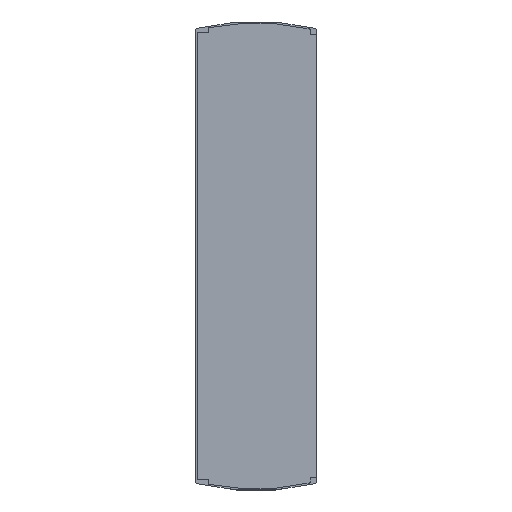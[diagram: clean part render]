
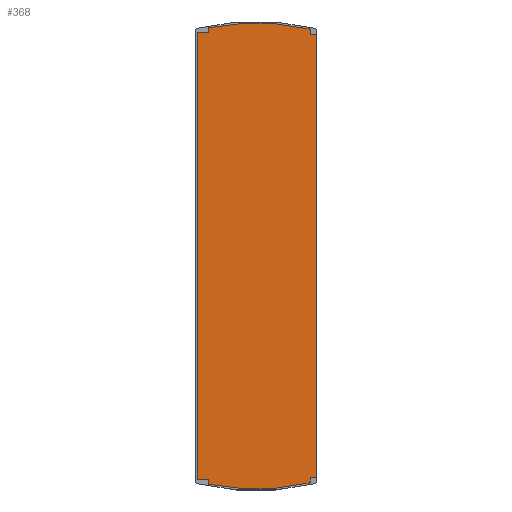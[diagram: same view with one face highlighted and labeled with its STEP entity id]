
A CAD part, top view. The second image highlights one B-rep face of the part: STEP entity #368.
In plain terms, the highlighted planar face has unit normal (0, 0, 1).
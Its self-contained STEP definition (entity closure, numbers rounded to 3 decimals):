
#12 = DIRECTION ( 'NONE',  ( 1., 0., 0. ) ) ;
#15 = CARTESIAN_POINT ( 'NONE',  ( -33.5, -102.5, 0. ) ) ;
#19 = CARTESIAN_POINT ( 'NONE',  ( 0., -103., 0. ) ) ;
#32 = DIRECTION ( 'NONE',  ( 0., 0., 1. ) ) ;
#56 = ORIENTED_EDGE ( 'NONE', *, *, #113, .F. ) ;
#67 = EDGE_CURVE ( 'NONE', #944, #555, #588, .T. ) ;
#70 = DIRECTION ( 'NONE',  ( 1., 0., 0. ) ) ;
#77 = DIRECTION ( 'NONE',  ( 0., 0., 1. ) ) ;
#80 = VECTOR ( 'NONE', #902, 1000. ) ;
#84 = LINE ( 'NONE', #237, #80 ) ;
#93 = ORIENTED_EDGE ( 'NONE', *, *, #110, .F. ) ;
#99 = CARTESIAN_POINT ( 'NONE',  ( 26.3, 133.946, 0. ) ) ;
#104 = DIRECTION ( 'NONE',  ( 0., 1., 0. ) ) ;
#105 = VERTEX_POINT ( 'NONE', #15 ) ;
#110 = EDGE_CURVE ( 'NONE', #115, #735, #904, .T. ) ;
#113 = EDGE_CURVE ( 'NONE', #680, #170, #674, .T. ) ;
#115 = VERTEX_POINT ( 'NONE', #162 ) ;
#116 = CARTESIAN_POINT ( 'NONE',  ( 29.504, 132.001, 0. ) ) ;
#121 = EDGE_CURVE ( 'NONE', #555, #105, #323, .T. ) ;
#123 = VERTEX_POINT ( 'NONE', #908 ) ;
#126 = DIRECTION ( 'NONE',  ( -1., 0., 0. ) ) ;
#133 = VERTEX_POINT ( 'NONE', #226 ) ;
#134 = EDGE_LOOP ( 'NONE', ( #238, #917, #327, #429, #640, #356, #360, #417, #789, #571, #93, #150, #794, #505, #719, #866, #277, #56 ) ) ;
#147 = CARTESIAN_POINT ( 'NONE',  ( 0., 132.001, 0. ) ) ;
#150 = ORIENTED_EDGE ( 'NONE', *, *, #711, .T. ) ;
#151 = CARTESIAN_POINT ( 'NONE',  ( -33., 132.501, 0. ) ) ;
#155 = DIRECTION ( 'NONE',  ( -1., 0., 0. ) ) ;
#162 = CARTESIAN_POINT ( 'NONE',  ( 29.504, -102., 0. ) ) ;
#165 = CARTESIAN_POINT ( 'NONE',  ( -33., 133.001, 0. ) ) ;
#170 = VERTEX_POINT ( 'NONE', #312 ) ;
#172 = VECTOR ( 'NONE', #301, 1000. ) ;
#180 = EDGE_CURVE ( 'NONE', #355, #622, #747, .T. ) ;
#182 = FACE_OUTER_BOUND ( 'NONE', #134, .T. ) ;
#192 = CARTESIAN_POINT ( 'NONE',  ( 26.3, 132.001, 0. ) ) ;
#194 = VECTOR ( 'NONE', #104, 1000. ) ;
#201 = EDGE_CURVE ( 'NONE', #843, #170, #289, .T. ) ;
#214 = CIRCLE ( 'NONE', #441, 129. ) ;
#215 = EDGE_CURVE ( 'NONE', #601, #622, #214, .T. ) ;
#221 = EDGE_CURVE ( 'NONE', #501, #500, #872, .T. ) ;
#226 = CARTESIAN_POINT ( 'NONE',  ( -33., -103., 0. ) ) ;
#234 = DIRECTION ( 'NONE',  ( 1., 0., 0. ) ) ;
#237 = CARTESIAN_POINT ( 'NONE',  ( 29.504, 135., 0. ) ) ;
#238 = ORIENTED_EDGE ( 'NONE', *, *, #523, .F. ) ;
#240 = CARTESIAN_POINT ( 'NONE',  ( -33.5, 0., 0. ) ) ;
#266 = DIRECTION ( 'NONE',  ( 0., 0., 1. ) ) ;
#277 = ORIENTED_EDGE ( 'NONE', *, *, #201, .T. ) ;
#279 = DIRECTION ( 'NONE',  ( 1., 0., 0. ) ) ;
#283 = CARTESIAN_POINT ( 'NONE',  ( -2.498, 21., 0. ) ) ;
#289 = CIRCLE ( 'NONE', #626, 1. ) ;
#301 = DIRECTION ( 'NONE',  ( 0., -1., 0. ) ) ;
#312 = CARTESIAN_POINT ( 'NONE',  ( -27.7, 134.692, 0. ) ) ;
#322 = VECTOR ( 'NONE', #759, 1000. ) ;
#323 = LINE ( 'NONE', #240, #172 ) ;
#327 = ORIENTED_EDGE ( 'NONE', *, *, #121, .T. ) ;
#339 = CARTESIAN_POINT ( 'NONE',  ( -27.7, 0., 0. ) ) ;
#348 = LINE ( 'NONE', #19, #883 ) ;
#355 = VERTEX_POINT ( 'NONE', #758 ) ;
#356 = ORIENTED_EDGE ( 'NONE', *, *, #663, .T. ) ;
#360 = ORIENTED_EDGE ( 'NONE', *, *, #180, .T. ) ;
#368 = ADVANCED_FACE ( 'NONE', ( #182 ), #390, .T. ) ;
#369 = AXIS2_PLACEMENT_3D ( 'NONE', #151, #745, #70 ) ;
#381 = EDGE_CURVE ( 'NONE', #903, #123, #797, .T. ) ;
#386 = DIRECTION ( 'NONE',  ( 1., 0., 0. ) ) ;
#389 = DIRECTION ( 'NONE',  ( 0., 1., 0. ) ) ;
#390 = PLANE ( 'NONE',  #605 ) ;
#391 = LINE ( 'NONE', #469, #322 ) ;
#405 = CARTESIAN_POINT ( 'NONE',  ( -33., -102.5, 0. ) ) ;
#407 = LINE ( 'NONE', #479, #194 ) ;
#414 = VECTOR ( 'NONE', #126, 1000. ) ;
#417 = ORIENTED_EDGE ( 'NONE', *, *, #215, .F. ) ;
#422 = LINE ( 'NONE', #925, #435 ) ;
#424 = AXIS2_PLACEMENT_3D ( 'NONE', #764, #266, #279 ) ;
#429 = ORIENTED_EDGE ( 'NONE', *, *, #443, .T. ) ;
#435 = VECTOR ( 'NONE', #710, 1000. ) ;
#441 = AXIS2_PLACEMENT_3D ( 'NONE', #283, #949, #386 ) ;
#443 = EDGE_CURVE ( 'NONE', #105, #133, #798, .T. ) ;
#456 = CARTESIAN_POINT ( 'NONE',  ( -26.7, 134.692, 0. ) ) ;
#469 = CARTESIAN_POINT ( 'NONE',  ( 26.3, 0., 0. ) ) ;
#478 = CARTESIAN_POINT ( 'NONE',  ( -26.889, -105.673, 0. ) ) ;
#479 = CARTESIAN_POINT ( 'NONE',  ( 26.3, 0., 0. ) ) ;
#499 = DIRECTION ( 'NONE',  ( 1., 0., 0. ) ) ;
#500 = VERTEX_POINT ( 'NONE', #192 ) ;
#501 = VERTEX_POINT ( 'NONE', #116 ) ;
#505 = ORIENTED_EDGE ( 'NONE', *, *, #851, .T. ) ;
#509 = AXIS2_PLACEMENT_3D ( 'NONE', #534, #602, #761 ) ;
#523 = EDGE_CURVE ( 'NONE', #944, #680, #422, .T. ) ;
#525 = EDGE_CURVE ( 'NONE', #123, #843, #660, .T. ) ;
#534 = CARTESIAN_POINT ( 'NONE',  ( -26.7, -104.691, 0. ) ) ;
#537 = AXIS2_PLACEMENT_3D ( 'NONE', #405, #901, #234 ) ;
#541 = CARTESIAN_POINT ( 'NONE',  ( 26.3, -103.945, 0. ) ) ;
#542 = CIRCLE ( 'NONE', #424, 1. ) ;
#555 = VERTEX_POINT ( 'NONE', #930 ) ;
#556 = DIRECTION ( 'NONE',  ( 0., 0., 1. ) ) ;
#561 = DIRECTION ( 'NONE',  ( 1., 0., 0. ) ) ;
#571 = ORIENTED_EDGE ( 'NONE', *, *, #734, .F. ) ;
#588 = CIRCLE ( 'NONE', #369, 0.5 ) ;
#601 = VERTEX_POINT ( 'NONE', #841 ) ;
#602 = DIRECTION ( 'NONE',  ( 0., 0., 1. ) ) ;
#603 = DIRECTION ( 'NONE',  ( 0., 0., 1. ) ) ;
#605 = AXIS2_PLACEMENT_3D ( 'NONE', #699, #556, #12 ) ;
#622 = VERTEX_POINT ( 'NONE', #478 ) ;
#626 = AXIS2_PLACEMENT_3D ( 'NONE', #456, #77, #757 ) ;
#640 = ORIENTED_EDGE ( 'NONE', *, *, #869, .T. ) ;
#641 = LINE ( 'NONE', #339, #801 ) ;
#660 = CIRCLE ( 'NONE', #750, 129. ) ;
#663 = EDGE_CURVE ( 'NONE', #766, #355, #641, .T. ) ;
#671 = VECTOR ( 'NONE', #389, 1000. ) ;
#674 = LINE ( 'NONE', #748, #671 ) ;
#680 = VERTEX_POINT ( 'NONE', #907 ) ;
#682 = CARTESIAN_POINT ( 'NONE',  ( 26.3, -102., 0. ) ) ;
#699 = CARTESIAN_POINT ( 'NONE',  ( -2.498, 9.001, 0. ) ) ;
#710 = DIRECTION ( 'NONE',  ( 1., 0., 0. ) ) ;
#711 = EDGE_CURVE ( 'NONE', #115, #501, #84, .T. ) ;
#719 = ORIENTED_EDGE ( 'NONE', *, *, #381, .T. ) ;
#730 = VERTEX_POINT ( 'NONE', #541 ) ;
#734 = EDGE_CURVE ( 'NONE', #735, #730, #391, .T. ) ;
#735 = VERTEX_POINT ( 'NONE', #682 ) ;
#736 = AXIS2_PLACEMENT_3D ( 'NONE', #831, #603, #754 ) ;
#745 = DIRECTION ( 'NONE',  ( 0., 0., 1. ) ) ;
#747 = CIRCLE ( 'NONE', #509, 1. ) ;
#748 = CARTESIAN_POINT ( 'NONE',  ( -27.7, 0., 0. ) ) ;
#750 = AXIS2_PLACEMENT_3D ( 'NONE', #867, #32, #561 ) ;
#754 = DIRECTION ( 'NONE',  ( 1., 0., 0. ) ) ;
#757 = DIRECTION ( 'NONE',  ( 1., 0., 0. ) ) ;
#758 = CARTESIAN_POINT ( 'NONE',  ( -27.7, -104.691, 0. ) ) ;
#759 = DIRECTION ( 'NONE',  ( 0., -1., 0. ) ) ;
#761 = DIRECTION ( 'NONE',  ( 1., 0., 0. ) ) ;
#764 = CARTESIAN_POINT ( 'NONE',  ( 25.3, -103.945, 0. ) ) ;
#766 = VERTEX_POINT ( 'NONE', #820 ) ;
#789 = ORIENTED_EDGE ( 'NONE', *, *, #951, .T. ) ;
#794 = ORIENTED_EDGE ( 'NONE', *, *, #221, .T. ) ;
#796 = VECTOR ( 'NONE', #155, 1000. ) ;
#797 = CIRCLE ( 'NONE', #736, 1. ) ;
#798 = CIRCLE ( 'NONE', #537, 0.5 ) ;
#801 = VECTOR ( 'NONE', #910, 1000. ) ;
#820 = CARTESIAN_POINT ( 'NONE',  ( -27.7, -103., 0. ) ) ;
#831 = CARTESIAN_POINT ( 'NONE',  ( 25.3, 133.946, 0. ) ) ;
#841 = CARTESIAN_POINT ( 'NONE',  ( 25.517, -104.921, 0. ) ) ;
#843 = VERTEX_POINT ( 'NONE', #892 ) ;
#851 = EDGE_CURVE ( 'NONE', #500, #903, #407, .T. ) ;
#866 = ORIENTED_EDGE ( 'NONE', *, *, #525, .T. ) ;
#867 = CARTESIAN_POINT ( 'NONE',  ( -2.498, 9.001, 0. ) ) ;
#869 = EDGE_CURVE ( 'NONE', #133, #766, #348, .T. ) ;
#872 = LINE ( 'NONE', #147, #414 ) ;
#883 = VECTOR ( 'NONE', #499, 1000. ) ;
#892 = CARTESIAN_POINT ( 'NONE',  ( -26.889, 135.674, 0. ) ) ;
#899 = CARTESIAN_POINT ( 'NONE',  ( 0., -102., 0. ) ) ;
#901 = DIRECTION ( 'NONE',  ( 0., 0., 1. ) ) ;
#902 = DIRECTION ( 'NONE',  ( 0., 1., 0. ) ) ;
#903 = VERTEX_POINT ( 'NONE', #99 ) ;
#904 = LINE ( 'NONE', #899, #796 ) ;
#907 = CARTESIAN_POINT ( 'NONE',  ( -27.7, 133.001, 0. ) ) ;
#908 = CARTESIAN_POINT ( 'NONE',  ( 25.517, 134.922, 0. ) ) ;
#910 = DIRECTION ( 'NONE',  ( 0., -1., 0. ) ) ;
#917 = ORIENTED_EDGE ( 'NONE', *, *, #67, .T. ) ;
#925 = CARTESIAN_POINT ( 'NONE',  ( 0., 133.001, 0. ) ) ;
#930 = CARTESIAN_POINT ( 'NONE',  ( -33.5, 132.501, 0. ) ) ;
#944 = VERTEX_POINT ( 'NONE', #165 ) ;
#949 = DIRECTION ( 'NONE',  ( 0., 0., -1. ) ) ;
#951 = EDGE_CURVE ( 'NONE', #601, #730, #542, .T. ) ;
